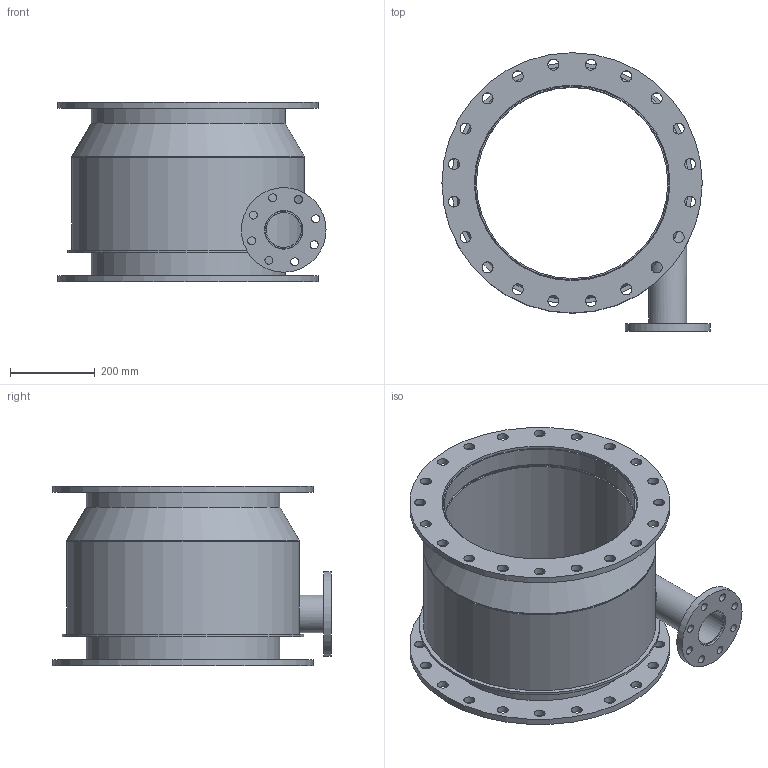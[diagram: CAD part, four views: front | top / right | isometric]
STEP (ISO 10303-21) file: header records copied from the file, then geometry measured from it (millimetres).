
FILE_DESCRIPTION(/* description */ ('STEP AP214'),/* implementation_level */ '2;1');
FILE_NAME(/* name */ '3983.stp',/* time_stamp */ '2015-10-13T15:32:17+02:00',/* author */ ('Gebruiker'),/* organization */ ('microsoft'),/* preprocessor_version */ 'ST-DEVELOPER v16.1',/* originating_system */ 'Autodesk Inventor 2016',/* authorisation */ '');
FILE_SCHEMA (('AUTOMOTIVE_DESIGN { 1 0 10303 214 3 1 1 }'));
Length unit declared in the file: millimetre
Products named in the file (1): MAAT3D
Bounding box: 633.5 x 657.5 x 425 mm (x, y, z)
Volume: 7801501.2 mm3; surface area: 3249435.3 mm2
Topology: 9 solids, 9 shells, 84 faces, 201 edges, 135 vertices
Faces by surface type: cylinder 65, plane 17, cone 2
Full cylindrical faces by diameter (mm): 19 x8, 26 x40, 82.9 x1, 88.9 x1, 90.9 x1, 200 x1, 452 x2, 458 x2, 460 x1, 462 x2, 544 x1, 550 x1, 570 x1, 615 x2
Entity records: 2565 total; most frequent: CARTESIAN_POINT 497, DIRECTION 432, ORIENTED_EDGE 266, EDGE_LOOP 264, AXIS2_PLACEMENT_3D 216, FACE_BOUND 180, VERTEX_POINT 133, EDGE_CURVE 133
